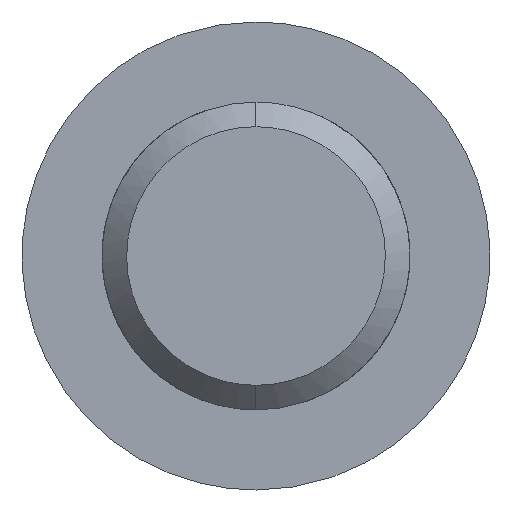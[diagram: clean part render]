
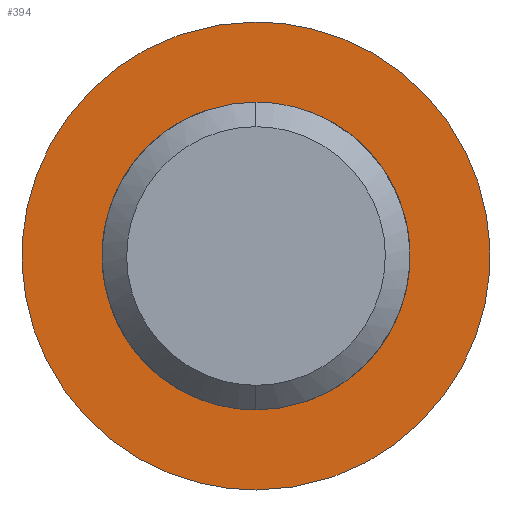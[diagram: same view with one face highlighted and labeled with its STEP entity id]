
A CAD part, left-side view. The second image highlights one B-rep face of the part: STEP entity #394.
In plain terms, the highlighted free-form (B-spline) face has degree [1, 1] with [2, 2] control points.
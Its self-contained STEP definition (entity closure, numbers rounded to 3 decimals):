
#209 = EDGE_CURVE('',#210,#212,#214,.T.);
#210 = VERTEX_POINT('',#211);
#211 = CARTESIAN_POINT('',(103.787,0.,16.917));
#212 = VERTEX_POINT('',#213);
#213 = CARTESIAN_POINT('',(103.787,0.,
    -16.917));
#214 = ( BOUNDED_CURVE() B_SPLINE_CURVE(2,(#215,#216,#217,#218,#219),
.UNSPECIFIED.,.F.,.F.) B_SPLINE_CURVE_WITH_KNOTS((3,2,3),(0.,
1.571,3.142),.PIECEWISE_BEZIER_KNOTS.) CURVE() 
GEOMETRIC_REPRESENTATION_ITEM() RATIONAL_B_SPLINE_CURVE((1.,
0.707,1.,0.707,1.)) REPRESENTATION_ITEM('') );
#215 = CARTESIAN_POINT('',(103.787,0.,16.917));
#216 = CARTESIAN_POINT('',(103.787,16.917,
    16.917));
#217 = CARTESIAN_POINT('',(103.787,16.917,
    0.));
#218 = CARTESIAN_POINT('',(103.787,16.917,
    -16.917));
#219 = CARTESIAN_POINT('',(103.787,0.,
    -16.917));
#259 = VERTEX_POINT('',#260);
#260 = CARTESIAN_POINT('',(103.787,0.,
    -25.713));
#265 = EDGE_CURVE('',#266,#259,#268,.T.);
#266 = VERTEX_POINT('',#267);
#267 = CARTESIAN_POINT('',(103.787,0.,25.713));
#268 = ( BOUNDED_CURVE() B_SPLINE_CURVE(2,(#269,#270,#271,#272,#273),
.UNSPECIFIED.,.F.,.F.) B_SPLINE_CURVE_WITH_KNOTS((3,2,3),(0.,
1.571,3.142),.PIECEWISE_BEZIER_KNOTS.) CURVE() 
GEOMETRIC_REPRESENTATION_ITEM() RATIONAL_B_SPLINE_CURVE((1.,
0.707,1.,0.707,1.)) REPRESENTATION_ITEM('') );
#269 = CARTESIAN_POINT('',(103.787,0.,25.713));
#270 = CARTESIAN_POINT('',(103.787,25.713,25.713
    ));
#271 = CARTESIAN_POINT('',(103.787,25.713,
    0.));
#272 = CARTESIAN_POINT('',(103.787,25.713,
    -25.713));
#273 = CARTESIAN_POINT('',(103.787,0.,
    -25.713));
#376 = EDGE_CURVE('',#259,#266,#377,.T.);
#377 = ( BOUNDED_CURVE() B_SPLINE_CURVE(2,(#378,#379,#380,#381,#382),
.UNSPECIFIED.,.F.,.F.) B_SPLINE_CURVE_WITH_KNOTS((3,2,3),(3.142,
4.712,6.283),.PIECEWISE_BEZIER_KNOTS.) CURVE() 
GEOMETRIC_REPRESENTATION_ITEM() RATIONAL_B_SPLINE_CURVE((1.,
0.707,1.,0.707,1.)) REPRESENTATION_ITEM('') );
#378 = CARTESIAN_POINT('',(103.787,0.,
    -25.713));
#379 = CARTESIAN_POINT('',(103.787,-25.713,
    -25.713));
#380 = CARTESIAN_POINT('',(103.787,-25.713,
    0.));
#381 = CARTESIAN_POINT('',(103.787,-25.713,
    25.713));
#382 = CARTESIAN_POINT('',(103.787,0.,
    25.713));
#394 = ADVANCED_FACE('',(#395,#406),#410,.F.);
#395 = FACE_BOUND('',#396,.T.);
#396 = EDGE_LOOP('',(#397,#398));
#397 = ORIENTED_EDGE('',*,*,#209,.F.);
#398 = ORIENTED_EDGE('',*,*,#399,.F.);
#399 = EDGE_CURVE('',#212,#210,#400,.T.);
#400 = ( BOUNDED_CURVE() B_SPLINE_CURVE(2,(#401,#402,#403,#404,#405),
.UNSPECIFIED.,.F.,.F.) B_SPLINE_CURVE_WITH_KNOTS((3,2,3),(3.142,
4.712,6.283),.PIECEWISE_BEZIER_KNOTS.) CURVE() 
GEOMETRIC_REPRESENTATION_ITEM() RATIONAL_B_SPLINE_CURVE((1.,
0.707,1.,0.707,1.)) REPRESENTATION_ITEM('') );
#401 = CARTESIAN_POINT('',(103.787,0.,
    -16.917));
#402 = CARTESIAN_POINT('',(103.787,-16.917,
    -16.917));
#403 = CARTESIAN_POINT('',(103.787,-16.917,
    0.));
#404 = CARTESIAN_POINT('',(103.787,-16.917,
    16.917));
#405 = CARTESIAN_POINT('',(103.787,0.,
    16.917));
#406 = FACE_BOUND('',#407,.T.);
#407 = EDGE_LOOP('',(#408,#409));
#408 = ORIENTED_EDGE('',*,*,#265,.T.);
#409 = ORIENTED_EDGE('',*,*,#376,.T.);
#410 = B_SPLINE_SURFACE_WITH_KNOTS('',1,1,(
    (#411,#412)
    ,(#413,#414
    )),.UNSPECIFIED.,.F.,.F.,.F.,(2,2),(2,2),(-19.,19.),(-38.,0.),
  .PIECEWISE_BEZIER_KNOTS.);
#411 = CARTESIAN_POINT('',(103.787,-25.713,
    25.713));
#412 = CARTESIAN_POINT('',(103.787,25.713,25.713
    ));
#413 = CARTESIAN_POINT('',(103.787,-25.713,
    -25.713));
#414 = CARTESIAN_POINT('',(103.787,25.713,
    -25.713));
